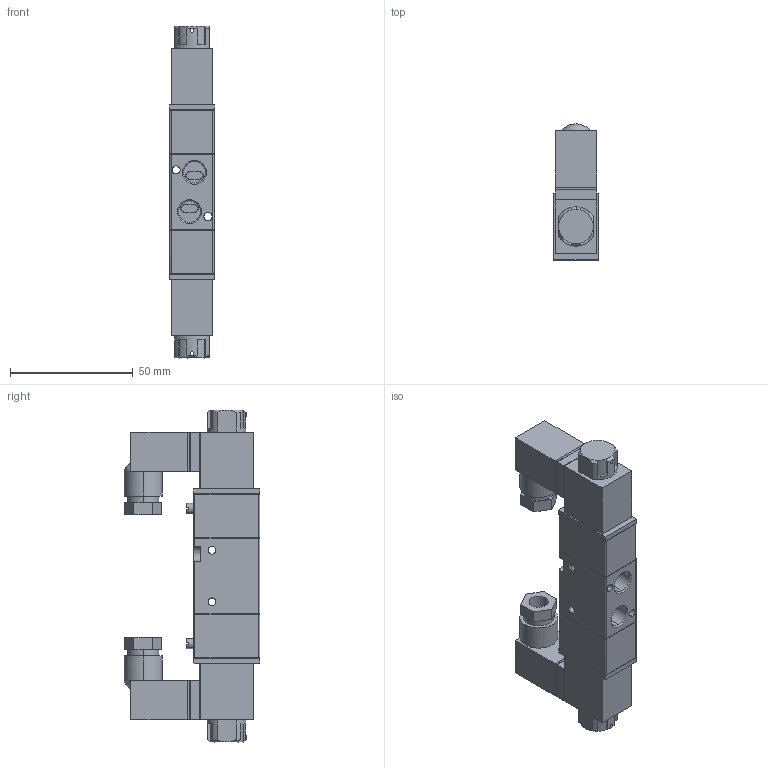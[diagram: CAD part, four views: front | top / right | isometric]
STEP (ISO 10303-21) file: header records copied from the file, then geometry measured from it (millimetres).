
FILE_DESCRIPTION (( 'STEP AP203' ), '1' );
FILE_NAME ('3V120-06-D.STEP', '2016-11-16T22:19:37', ( '' ), ( '' ), 'SwSTEP 2.0', 'SolidWorks 2016', '' );
FILE_SCHEMA (( 'CONFIG_CONTROL_DESIGN' ));
Length unit declared in the file: millimetre
Products named in the file (1): 3V120-06-D
Bounding box: 18 x 55.25 x 135 mm (x, y, z)
Volume: 72128.1 mm3; surface area: 20176.9 mm2
Topology: 1 solids, 1 shells, 322 faces, 820 edges, 522 vertices
Faces by surface type: plane 217, cylinder 76, cone 23, bspline 6
Entity records: 10228 total; most frequent: CARTESIAN_POINT 2392, ORIENTED_EDGE 1632, DIRECTION 1568, EDGE_CURVE 816, VECTOR 562, LINE 562, VERTEX_POINT 522, AXIS2_PLACEMENT_3D 503
